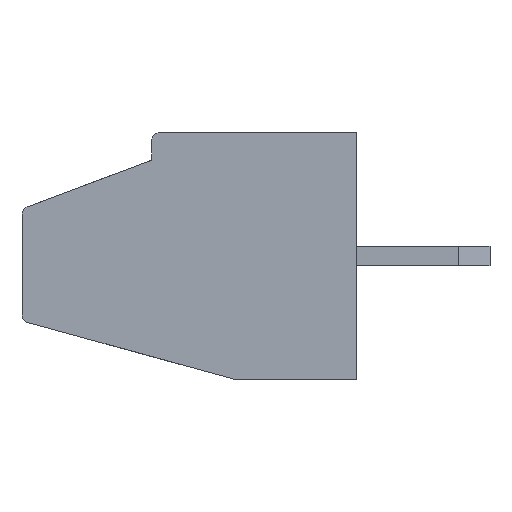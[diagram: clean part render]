
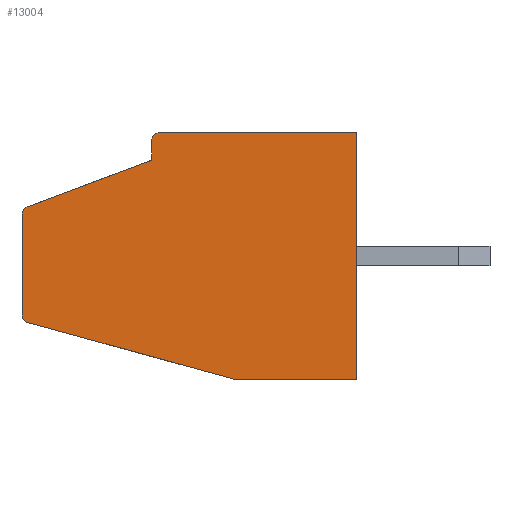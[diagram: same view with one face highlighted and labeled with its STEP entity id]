
A CAD part, left-side view. The second image highlights one B-rep face of the part: STEP entity #13004.
In plain terms, the highlighted planar face has unit normal (-1, 0, 0).
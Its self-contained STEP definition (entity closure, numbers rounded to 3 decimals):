
#214 = CARTESIAN_POINT ( 'NONE',  ( -1.495, 8.5, 3.135 ) ) ;
#346 = ORIENTED_EDGE ( 'NONE', *, *, #37483, .T. ) ;
#1917 = DIRECTION ( 'NONE',  ( 1., 0., 0. ) ) ;
#2805 = VERTEX_POINT ( 'NONE', #9647 ) ;
#2843 = DIRECTION ( 'NONE',  ( 0., -1., 0. ) ) ;
#3017 = EDGE_LOOP ( 'NONE', ( #25736, #18358, #19217, #10027, #20383, #27466, #346, #12356, #11350, #9143 ) ) ;
#3134 = EDGE_CURVE ( 'NONE', #34300, #8312, #40933, .T. ) ;
#3814 = VERTEX_POINT ( 'NONE', #9892 ) ;
#4847 = VERTEX_POINT ( 'NONE', #18264 ) ;
#5100 = CARTESIAN_POINT ( 'NONE',  ( -1.495, 8.3, -1.498 ) ) ;
#5658 = CARTESIAN_POINT ( 'NONE',  ( -1.495, 8.5, -1.65 ) ) ;
#5709 = VERTEX_POINT ( 'NONE', #16167 ) ;
#6861 = CARTESIAN_POINT ( 'NONE',  ( -1.495, 8.5, 1.2 ) ) ;
#7087 = EDGE_CURVE ( 'NONE', #4847, #2805, #34295, .T. ) ;
#7779 = CIRCLE ( 'NONE', #8445, 0.2 ) ;
#7815 = CARTESIAN_POINT ( 'NONE',  ( -1.495, 5., 2.935 ) ) ;
#8312 = VERTEX_POINT ( 'NONE', #24080 ) ;
#8445 = AXIS2_PLACEMENT_3D ( 'NONE', #5100, #33774, #39657 ) ;
#9143 = ORIENTED_EDGE ( 'NONE', *, *, #30930, .T. ) ;
#9647 = CARTESIAN_POINT ( 'NONE',  ( -1.495, 8.5, 1.061 ) ) ;
#9892 = CARTESIAN_POINT ( 'NONE',  ( -1.495, 5., 3.135 ) ) ;
#10027 = ORIENTED_EDGE ( 'NONE', *, *, #12767, .F. ) ;
#11167 = CARTESIAN_POINT ( 'NONE',  ( -1.495, 0., 3.135 ) ) ;
#11317 = LINE ( 'NONE', #5658, #19536 ) ;
#11350 = ORIENTED_EDGE ( 'NONE', *, *, #3134, .T. ) ;
#12356 = ORIENTED_EDGE ( 'NONE', *, *, #18450, .F. ) ;
#12526 = AXIS2_PLACEMENT_3D ( 'NONE', #41048, #1917, #37292 ) ;
#12767 = EDGE_CURVE ( 'NONE', #4847, #17825, #17322, .T. ) ;
#12868 = CARTESIAN_POINT ( 'NONE',  ( -1.495, 8.5, -3.135 ) ) ;
#13004 = ADVANCED_FACE ( 'NONE', ( #27453 ), #27656, .F. ) ;
#13090 = VERTEX_POINT ( 'NONE', #19286 ) ;
#14616 = EDGE_CURVE ( 'NONE', #3814, #32222, #40045, .T. ) ;
#16167 = CARTESIAN_POINT ( 'NONE',  ( -1.495, 8.353, -1.69 ) ) ;
#17096 = VECTOR ( 'NONE', #2843, 1000. ) ;
#17107 = LINE ( 'NONE', #35728, #37165 ) ;
#17322 = LINE ( 'NONE', #6861, #21172 ) ;
#17457 = DIRECTION ( 'NONE',  ( 0., 0., -1. ) ) ;
#17825 = VERTEX_POINT ( 'NONE', #36733 ) ;
#18264 = CARTESIAN_POINT ( 'NONE',  ( -1.495, 8.37, 1.249 ) ) ;
#18358 = ORIENTED_EDGE ( 'NONE', *, *, #14616, .T. ) ;
#18450 = EDGE_CURVE ( 'NONE', #34300, #5709, #11317, .T. ) ;
#18592 = EDGE_CURVE ( 'NONE', #13090, #2805, #22184, .T. ) ;
#19217 = ORIENTED_EDGE ( 'NONE', *, *, #37053, .F. ) ;
#19286 = CARTESIAN_POINT ( 'NONE',  ( -1.495, 8.5, -1.498 ) ) ;
#19536 = VECTOR ( 'NONE', #37059, 1000. ) ;
#20383 = ORIENTED_EDGE ( 'NONE', *, *, #7087, .T. ) ;
#21172 = VECTOR ( 'NONE', #33017, 1000. ) ;
#21345 = CARTESIAN_POINT ( 'NONE',  ( -1.495, 8.3, 1.061 ) ) ;
#21448 = DIRECTION ( 'NONE',  ( 0., 0., 1. ) ) ;
#21996 = AXIS2_PLACEMENT_3D ( 'NONE', #7815, #36899, #17457 ) ;
#22051 = CARTESIAN_POINT ( 'NONE',  ( -1.495, 8.5, 3.135 ) ) ;
#22056 = LINE ( 'NONE', #41317, #32661 ) ;
#22184 = LINE ( 'NONE', #214, #22867 ) ;
#22671 = LINE ( 'NONE', #22051, #38755 ) ;
#22867 = VECTOR ( 'NONE', #25116, 1000. ) ;
#23449 = CARTESIAN_POINT ( 'NONE',  ( -1.495, 5.2, 2.935 ) ) ;
#24080 = CARTESIAN_POINT ( 'NONE',  ( -1.495, 0., -3.135 ) ) ;
#24321 = VERTEX_POINT ( 'NONE', #11167 ) ;
#25116 = DIRECTION ( 'NONE',  ( 0., 0., 1. ) ) ;
#25736 = ORIENTED_EDGE ( 'NONE', *, *, #39801, .F. ) ;
#27453 = FACE_OUTER_BOUND ( 'NONE', #3017, .T. ) ;
#27466 = ORIENTED_EDGE ( 'NONE', *, *, #18592, .F. ) ;
#27656 = PLANE ( 'NONE',  #12526 ) ;
#28518 = CARTESIAN_POINT ( 'NONE',  ( -1.495, 3.1, -3.135 ) ) ;
#29147 = DIRECTION ( 'NONE',  ( 0., -1., 0. ) ) ;
#29862 = DIRECTION ( 'NONE',  ( 0., 0., 1. ) ) ;
#30930 = EDGE_CURVE ( 'NONE', #8312, #24321, #22056, .T. ) ;
#31615 = AXIS2_PLACEMENT_3D ( 'NONE', #21345, #38088, #41216 ) ;
#32222 = VERTEX_POINT ( 'NONE', #23449 ) ;
#32661 = VECTOR ( 'NONE', #21448, 1000. ) ;
#33017 = DIRECTION ( 'NONE',  ( 0., -0.937, 0.351 ) ) ;
#33774 = DIRECTION ( 'NONE',  ( -1., 0., 0. ) ) ;
#34295 = CIRCLE ( 'NONE', #31615, 0.2 ) ;
#34300 = VERTEX_POINT ( 'NONE', #28518 ) ;
#35728 = CARTESIAN_POINT ( 'NONE',  ( -1.495, 5.2, 2.435 ) ) ;
#36733 = CARTESIAN_POINT ( 'NONE',  ( -1.495, 5.2, 2.435 ) ) ;
#36899 = DIRECTION ( 'NONE',  ( -1., 0., 0. ) ) ;
#37053 = EDGE_CURVE ( 'NONE', #17825, #32222, #17107, .T. ) ;
#37059 = DIRECTION ( 'NONE',  ( 0., 0.964, 0.265 ) ) ;
#37165 = VECTOR ( 'NONE', #29862, 1000. ) ;
#37292 = DIRECTION ( 'NONE',  ( 0., 0., -1. ) ) ;
#37483 = EDGE_CURVE ( 'NONE', #13090, #5709, #7779, .T. ) ;
#38088 = DIRECTION ( 'NONE',  ( -1., 0., 0. ) ) ;
#38755 = VECTOR ( 'NONE', #29147, 1000. ) ;
#39657 = DIRECTION ( 'NONE',  ( 0., 0., -1. ) ) ;
#39801 = EDGE_CURVE ( 'NONE', #3814, #24321, #22671, .T. ) ;
#40045 = CIRCLE ( 'NONE', #21996, 0.2 ) ;
#40933 = LINE ( 'NONE', #12868, #17096 ) ;
#41048 = CARTESIAN_POINT ( 'NONE',  ( -1.495, 8.5, 3.135 ) ) ;
#41216 = DIRECTION ( 'NONE',  ( 0., 0., -1. ) ) ;
#41317 = CARTESIAN_POINT ( 'NONE',  ( -1.495, 0., 3.135 ) ) ;
